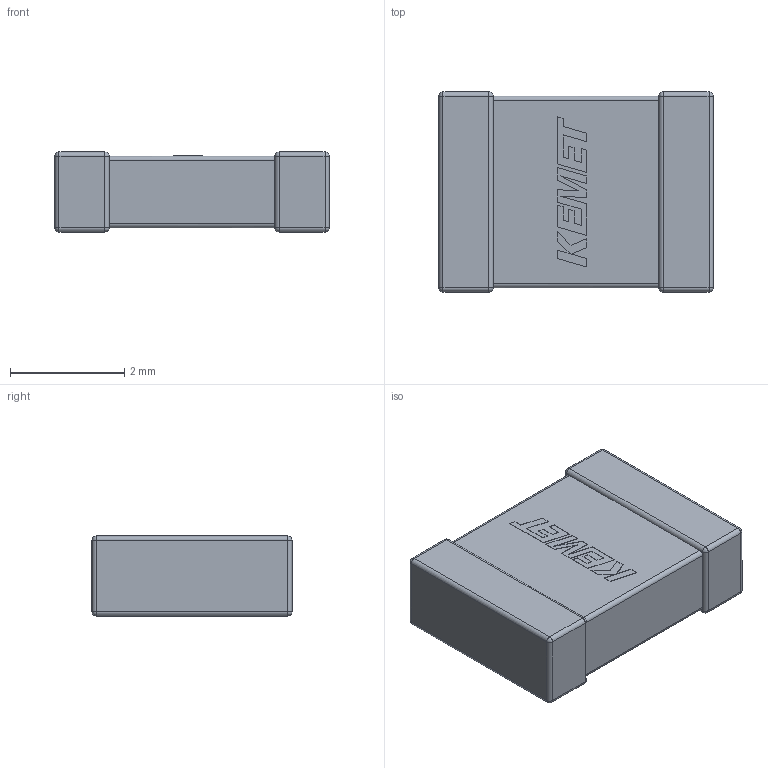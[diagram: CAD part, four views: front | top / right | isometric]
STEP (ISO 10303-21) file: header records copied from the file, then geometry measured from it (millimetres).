
FILE_DESCRIPTION(('FreeCAD Model'),'2;1');
FILE_NAME('Open CASCADE Shape Model','2025-03-05T15:56:53',(''),(''), 'Open CASCADE STEP processor 7.8','FreeCAD','Unknown');
FILE_SCHEMA(('AUTOMOTIVE_DESIGN { 1 0 10303 214 1 1 1 1 }'));
Length unit declared in the file: millimetre
Products named in the file (5): CCS_CCSTD_1812_L4.8W3.5T1.4B0.010; CCS_CCSTD_1812_L4.8W3.5T1.4B0.6; CCS_CCSTD_1812_L4.8W3.5T1.4B0.007; CCS_CCSTD_1812_L4.8W3.5T1.4B0.008; CCS_CCSTD_1812_L4.8W3.5T1.4B0.009
Assembly tree (4 placements, depth 2):
  CCS_CCSTD_1812_L4.8W3.5T1.4B0.010
    CCS_CCSTD_1812_L4.8W3.5T1.4B0.6
    CCS_CCSTD_1812_L4.8W3.5T1.4B0.007
    CCS_CCSTD_1812_L4.8W3.5T1.4B0.008
    CCS_CCSTD_1812_L4.8W3.5T1.4B0.009
Bounding box: 4.8 x 3.5 x 1.4 mm (x, y, z)
Volume: 21.5 mm3; surface area: 56.4 mm2
Topology: 4 solids, 4 shells, 129 faces, 311 edges, 174 vertices
Faces by surface type: plane 71, cylinder 42, sphere 16
Entity records: 4239 total; most frequent: CARTESIAN_POINT 771, ORIENTED_EDGE 590, DIRECTION 587, EDGE_CURVE 295, LINE 223, VECTOR 223, AXIS2_PLACEMENT_3D 182, VERTEX_POINT 174
